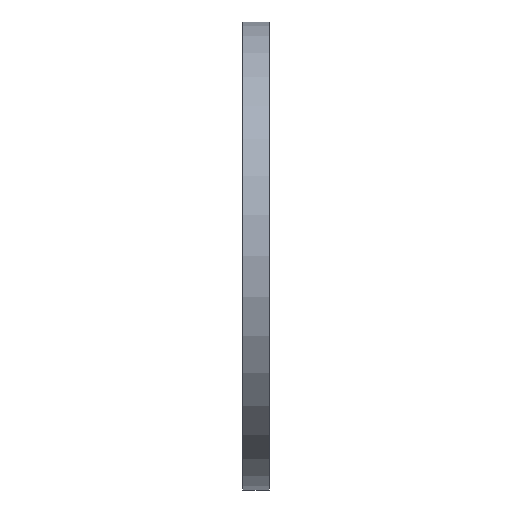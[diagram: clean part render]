
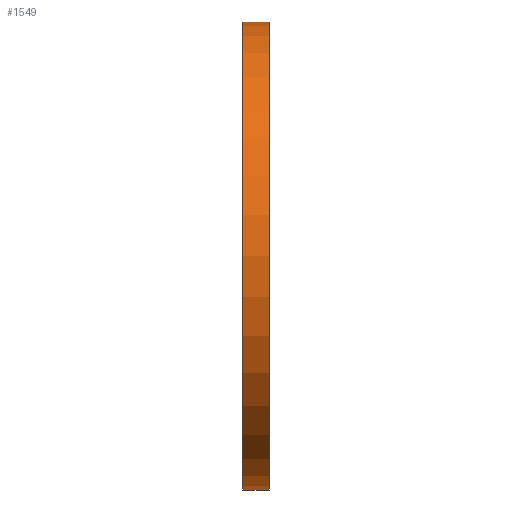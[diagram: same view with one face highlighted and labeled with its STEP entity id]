
A CAD part, left-side view. The second image highlights one B-rep face of the part: STEP entity #1549.
In plain terms, the highlighted cylindrical face has radius 335 mm (diameter 670 mm), a partial arc.
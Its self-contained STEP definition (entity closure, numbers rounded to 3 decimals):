
#5 = EDGE_CURVE ( 'NONE', #348, #1547, #526, .T. ) ;
#14 = CYLINDRICAL_SURFACE ( 'NONE', #1444, 335. ) ;
#32 = DIRECTION ( 'NONE',  ( 0., 0., 1. ) ) ;
#50 = EDGE_CURVE ( 'NONE', #439, #348, #750, .T. ) ;
#162 = CARTESIAN_POINT ( 'NONE',  ( 0., 38., 0. ) ) ;
#205 = CARTESIAN_POINT ( 'NONE',  ( 0., 0., 335. ) ) ;
#273 = CARTESIAN_POINT ( 'NONE',  ( 0., 0., 0. ) ) ;
#284 = CARTESIAN_POINT ( 'NONE',  ( 0., 34.695, 0. ) ) ;
#289 = ORIENTED_EDGE ( 'NONE', *, *, #5, .T. ) ;
#348 = VERTEX_POINT ( 'NONE', #205 ) ;
#403 = AXIS2_PLACEMENT_3D ( 'NONE', #162, #1229, #32 ) ;
#429 = AXIS2_PLACEMENT_3D ( 'NONE', #273, #1360, #552 ) ;
#439 = VERTEX_POINT ( 'NONE', #1312 ) ;
#496 = CIRCLE ( 'NONE', #403, 335. ) ;
#518 = DIRECTION ( 'NONE',  ( 0., 1., 0. ) ) ;
#526 = LINE ( 'NONE', #915, #1487 ) ;
#552 = DIRECTION ( 'NONE',  ( 0., 0., 1. ) ) ;
#554 = ORIENTED_EDGE ( 'NONE', *, *, #1118, .F. ) ;
#603 = EDGE_CURVE ( 'NONE', #1374, #1547, #496, .T. ) ;
#635 = ORIENTED_EDGE ( 'NONE', *, *, #603, .F. ) ;
#704 = CARTESIAN_POINT ( 'NONE',  ( 0., 38., 335. ) ) ;
#750 = CIRCLE ( 'NONE', #429, 335. ) ;
#755 = DIRECTION ( 'NONE',  ( 0., 1., 0. ) ) ;
#915 = CARTESIAN_POINT ( 'NONE',  ( 0., 34.695, 335. ) ) ;
#975 = EDGE_LOOP ( 'NONE', ( #554, #1291, #289, #635 ) ) ;
#990 = FACE_OUTER_BOUND ( 'NONE', #975, .T. ) ;
#1118 = EDGE_CURVE ( 'NONE', #439, #1374, #1684, .T. ) ;
#1204 = CARTESIAN_POINT ( 'NONE',  ( 0., 38., -335. ) ) ;
#1229 = DIRECTION ( 'NONE',  ( 0., 1., 0. ) ) ;
#1283 = VECTOR ( 'NONE', #755, 1000. ) ;
#1291 = ORIENTED_EDGE ( 'NONE', *, *, #50, .T. ) ;
#1312 = CARTESIAN_POINT ( 'NONE',  ( 0., 0., -335. ) ) ;
#1360 = DIRECTION ( 'NONE',  ( 0., 1., 0. ) ) ;
#1374 = VERTEX_POINT ( 'NONE', #1204 ) ;
#1389 = DIRECTION ( 'NONE',  ( 0., 0., 1. ) ) ;
#1408 = CARTESIAN_POINT ( 'NONE',  ( 0., 34.695, -335. ) ) ;
#1444 = AXIS2_PLACEMENT_3D ( 'NONE', #284, #1506, #1389 ) ;
#1487 = VECTOR ( 'NONE', #518, 1000. ) ;
#1506 = DIRECTION ( 'NONE',  ( 0., 1., 0. ) ) ;
#1547 = VERTEX_POINT ( 'NONE', #704 ) ;
#1549 = ADVANCED_FACE ( 'NONE', ( #990 ), #14, .T. ) ;
#1684 = LINE ( 'NONE', #1408, #1283 ) ;
